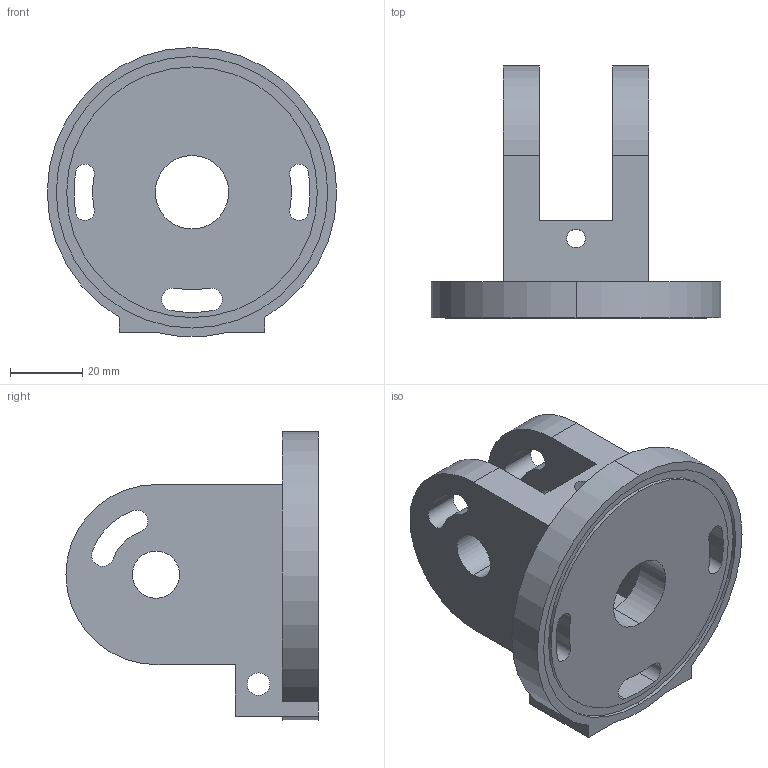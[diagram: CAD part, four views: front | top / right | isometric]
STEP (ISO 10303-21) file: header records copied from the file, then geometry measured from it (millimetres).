
FILE_DESCRIPTION (( 'STEP AP214' ), '1' );
FILE_NAME ('Az rotar V2.step', '2024-01-14T05:52:38', ( '' ), ( '' ), 'SwSTEP 2.0', 'SolidWorks 2022', '' );
FILE_SCHEMA (( 'AUTOMOTIVE_DESIGN' ));
Length unit declared in the file: millimetre
Products named in the file (1): Az rotar V2
Bounding box: 80.4 x 70 x 80.25 mm (x, y, z)
Volume: 103912.9 mm3; surface area: 29506.8 mm2
Topology: 1 solids, 1 shells, 80 faces, 221 edges, 144 vertices
Faces by surface type: cylinder 49, plane 23, cone 8
Entity records: 2677 total; most frequent: DIRECTION 493, CARTESIAN_POINT 446, ORIENTED_EDGE 442, EDGE_CURVE 221, AXIS2_PLACEMENT_3D 191, VERTEX_POINT 144, VECTOR 111, LINE 111
